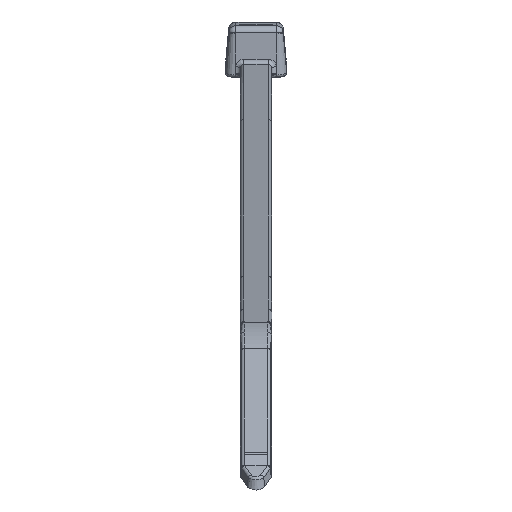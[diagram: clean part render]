
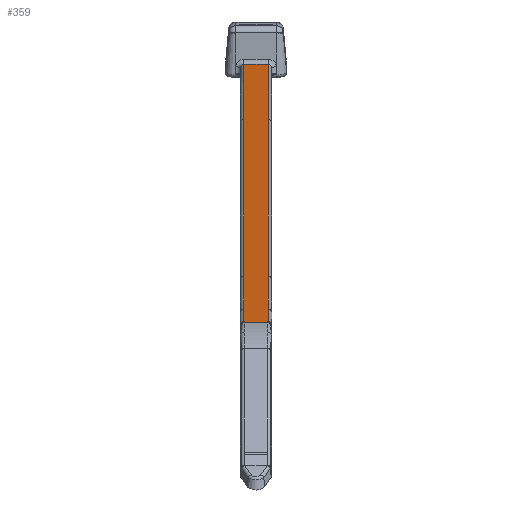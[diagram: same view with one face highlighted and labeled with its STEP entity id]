
A CAD part, front view. The second image highlights one B-rep face of the part: STEP entity #359.
In plain terms, the highlighted planar face has unit normal (0, -0.174, 0.985).
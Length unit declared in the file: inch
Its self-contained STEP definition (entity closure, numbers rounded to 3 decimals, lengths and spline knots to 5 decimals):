
#359=ADVANCED_FACE('',(#552),#466,.T.);
#466=PLANE('',#2505);
#552=FACE_OUTER_BOUND('',#684,.T.);
#684=EDGE_LOOP('',(#1148,#1149,#1150,#1151,#1152,#1153,#1154,#1155,#1156,
#1157,#1158,#1159,#1160,#1161,#1162,#1163));
#1148=ORIENTED_EDGE('',*,*,#1859,.F.);
#1149=ORIENTED_EDGE('',*,*,#1825,.F.);
#1150=ORIENTED_EDGE('',*,*,#1793,.F.);
#1151=ORIENTED_EDGE('',*,*,#1788,.F.);
#1152=ORIENTED_EDGE('',*,*,#1784,.T.);
#1153=ORIENTED_EDGE('',*,*,#1783,.F.);
#1154=ORIENTED_EDGE('',*,*,#1781,.F.);
#1155=ORIENTED_EDGE('',*,*,#1780,.F.);
#1156=ORIENTED_EDGE('',*,*,#1778,.T.);
#1157=ORIENTED_EDGE('',*,*,#1775,.F.);
#1158=ORIENTED_EDGE('',*,*,#1798,.F.);
#1159=ORIENTED_EDGE('',*,*,#1851,.F.);
#1160=ORIENTED_EDGE('',*,*,#1860,.T.);
#1161=ORIENTED_EDGE('',*,*,#1861,.F.);
#1162=ORIENTED_EDGE('',*,*,#1862,.F.);
#1163=ORIENTED_EDGE('',*,*,#1863,.F.);
#1496=VERTEX_POINT('',#3487);
#1499=VERTEX_POINT('',#3566);
#1534=VERTEX_POINT('',#3675);
#1535=VERTEX_POINT('',#3677);
#1536=VERTEX_POINT('',#3682);
#1537=VERTEX_POINT('',#3690);
#1538=VERTEX_POINT('',#3694);
#1539=VERTEX_POINT('',#3699);
#1542=VERTEX_POINT('',#3711);
#1545=VERTEX_POINT('',#3719);
#1561=VERTEX_POINT('',#3774);
#1580=VERTEX_POINT('',#3829);
#1586=VERTEX_POINT('',#3848);
#1587=VERTEX_POINT('',#3850);
#1588=VERTEX_POINT('',#3852);
#1589=VERTEX_POINT('',#3854);
#1775=EDGE_CURVE('',#1534,#1535,#2079,.T.);
#1778=EDGE_CURVE('',#1536,#1535,#2081,.T.);
#1780=EDGE_CURVE('',#1536,#1496,#2082,.T.);
#1781=EDGE_CURVE('',#1496,#1499,#2083,.T.);
#1783=EDGE_CURVE('',#1499,#1537,#2084,.T.);
#1784=EDGE_CURVE('',#1538,#1537,#2085,.T.);
#1788=EDGE_CURVE('',#1538,#1539,#2087,.T.);
#1793=EDGE_CURVE('',#1539,#1542,#2092,.T.);
#1798=EDGE_CURVE('',#1545,#1534,#2095,.T.);
#1825=EDGE_CURVE('',#1542,#1561,#2112,.T.);
#1851=EDGE_CURVE('',#1580,#1545,#2134,.T.);
#1859=EDGE_CURVE('',#1561,#1586,#2140,.T.);
#1860=EDGE_CURVE('',#1580,#1587,#2141,.T.);
#1861=EDGE_CURVE('',#1588,#1587,#2142,.T.);
#1862=EDGE_CURVE('',#1589,#1588,#2143,.T.);
#1863=EDGE_CURVE('',#1586,#1589,#2144,.T.);
#2079=LINE('',#3676,#2278);
#2081=LINE('',#3681,#2280);
#2082=LINE('',#3685,#2281);
#2083=LINE('',#3687,#2282);
#2084=LINE('',#3691,#2283);
#2085=LINE('',#3693,#2284);
#2087=LINE('',#3700,#2286);
#2092=LINE('',#3710,#2291);
#2095=LINE('',#3720,#2294);
#2112=LINE('',#3773,#2311);
#2134=LINE('',#3828,#2333);
#2140=LINE('',#3847,#2339);
#2141=LINE('',#3849,#2340);
#2142=LINE('',#3851,#2341);
#2143=LINE('',#3853,#2342);
#2144=LINE('',#3855,#2343);
#2278=VECTOR('',#2828,1.);
#2280=VECTOR('',#2834,1.);
#2281=VECTOR('',#2839,1.);
#2282=VECTOR('',#2842,1.);
#2283=VECTOR('',#2847,1.);
#2284=VECTOR('',#2850,1.);
#2286=VECTOR('',#2858,1.);
#2291=VECTOR('',#2869,1.);
#2294=VECTOR('',#2878,1.);
#2311=VECTOR('',#2937,1.);
#2333=VECTOR('',#2979,1.);
#2339=VECTOR('',#2991,1.);
#2340=VECTOR('',#2992,1.);
#2341=VECTOR('',#2993,1.);
#2342=VECTOR('',#2994,1.);
#2343=VECTOR('',#2995,1.);
#2505=AXIS2_PLACEMENT_3D('',#3856,#2996,#2997);
#2828=DIRECTION('',(0.,-0.985,-0.174));
#2834=DIRECTION('',(1.,0.,0.));
#2839=DIRECTION('',(0.,-0.985,-0.174));
#2842=DIRECTION('',(-1.,0.,0.));
#2847=DIRECTION('',(0.,0.985,0.174));
#2850=DIRECTION('',(1.,0.,0.));
#2858=DIRECTION('',(0.,0.985,0.174));
#2869=DIRECTION('',(1.,0.,0.));
#2878=DIRECTION('',(1.,0.,0.));
#2937=DIRECTION('',(0.,0.985,0.174));
#2979=DIRECTION('',(0.,-0.985,-0.174));
#2991=DIRECTION('',(0.,0.985,0.174));
#2992=DIRECTION('',(0.,0.985,0.174));
#2993=DIRECTION('',(0.,-0.985,-0.174));
#2994=DIRECTION('',(1.,0.,0.));
#2995=DIRECTION('',(0.,0.985,0.174));
#2996=DIRECTION('',(0.,-0.174,0.985));
#2997=DIRECTION('',(1.,0.,0.));
#3487=CARTESIAN_POINT('',(2.0942,-5.56186,-1.86018));
#3566=CARTESIAN_POINT('',(2.02197,-5.56186,-1.86018));
#3675=CARTESIAN_POINT('',(2.09729,-5.32716,-1.81879));
#3676=CARTESIAN_POINT('',(2.09729,-2.69378,-1.35446));
#3677=CARTESIAN_POINT('',(2.09729,-5.54874,-1.85786));
#3681=CARTESIAN_POINT('',(2.00889,-5.54874,-1.85786));
#3682=CARTESIAN_POINT('',(2.0942,-5.54874,-1.85786));
#3685=CARTESIAN_POINT('',(2.0942,-5.61029,-1.86872));
#3687=CARTESIAN_POINT('',(1.85809,-5.56186,-1.86018));
#3690=CARTESIAN_POINT('',(2.02197,-5.54874,-1.85786));
#3691=CARTESIAN_POINT('',(2.02197,-5.61029,-1.86872));
#3693=CARTESIAN_POINT('',(2.00889,-5.54874,-1.85786));
#3694=CARTESIAN_POINT('',(2.01889,-5.54874,-1.85786));
#3699=CARTESIAN_POINT('',(2.01889,-5.32716,-1.81879));
#3700=CARTESIAN_POINT('',(2.01889,-2.69378,-1.35446));
#3710=CARTESIAN_POINT('',(2.00889,-5.32716,-1.81879));
#3711=CARTESIAN_POINT('',(2.02011,-5.32716,-1.81879));
#3719=CARTESIAN_POINT('',(2.09607,-5.32716,-1.81879));
#3720=CARTESIAN_POINT('',(2.00889,-5.32716,-1.81879));
#3773=CARTESIAN_POINT('',(2.02011,-2.69378,-1.35446));
#3774=CARTESIAN_POINT('',(2.02011,-4.74878,-1.71681));
#3828=CARTESIAN_POINT('',(2.09607,-2.69378,-1.35446));
#3829=CARTESIAN_POINT('',(2.09607,-4.74878,-1.71681));
#3847=CARTESIAN_POINT('',(2.02011,-4.82849,-1.73086));
#3848=CARTESIAN_POINT('',(2.02011,-1.99717,-1.23163));
#3849=CARTESIAN_POINT('',(2.09607,-4.82849,-1.73086));
#3850=CARTESIAN_POINT('',(2.09607,-1.99717,-1.23163));
#3851=CARTESIAN_POINT('',(2.09607,-1.01961,-1.05926));
#3852=CARTESIAN_POINT('',(2.09607,-1.03022,-1.06113));
#3853=CARTESIAN_POINT('',(2.09607,-1.03022,-1.06113));
#3854=CARTESIAN_POINT('',(2.02011,-1.03022,-1.06113));
#3855=CARTESIAN_POINT('',(2.02011,-1.01961,-1.05926));
#3856=CARTESIAN_POINT('',(2.05809,-5.61029,-1.86872));
